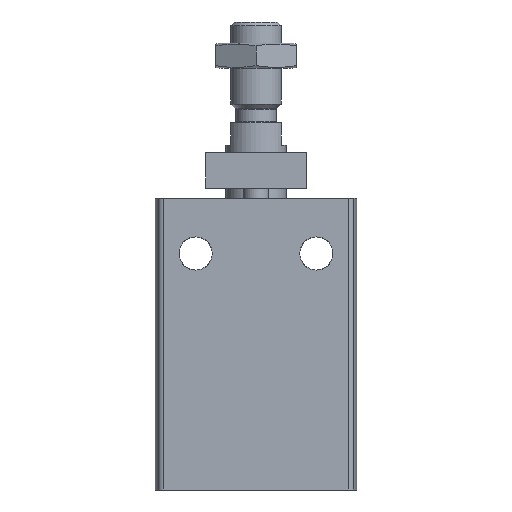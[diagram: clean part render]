
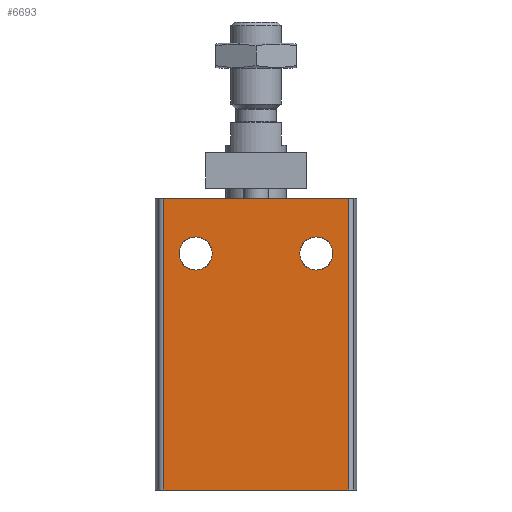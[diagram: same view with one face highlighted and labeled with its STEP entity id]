
A CAD part, front view. The second image highlights one B-rep face of the part: STEP entity #6693.
In plain terms, the highlighted planar face has unit normal (0, -1, 0).
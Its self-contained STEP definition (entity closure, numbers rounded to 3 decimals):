
#149=PLANE('',#7186);
#468=LINE('',#10088,#866);
#479=LINE('',#10140,#877);
#492=LINE('',#10182,#890);
#493=LINE('',#10183,#891);
#866=VECTOR('',#8205,1000.);
#877=VECTOR('',#8252,1000.);
#890=VECTOR('',#8293,1000.);
#891=VECTOR('',#8294,1000.);
#1037=CIRCLE('',#6913,3.3);
#1109=CIRCLE('',#7063,3.3);
#1944=ORIENTED_EDGE('',*,*,#2751,.F.);
#1945=ORIENTED_EDGE('',*,*,#3005,.F.);
#1946=ORIENTED_EDGE('',*,*,#3141,.T.);
#1947=ORIENTED_EDGE('',*,*,#3194,.T.);
#1948=ORIENTED_EDGE('',*,*,#3169,.F.);
#1949=ORIENTED_EDGE('',*,*,#3195,.F.);
#2751=EDGE_CURVE('',#3474,#3474,#1037,.T.);
#3005=EDGE_CURVE('',#3668,#3668,#1109,.T.);
#3141=EDGE_CURVE('',#3772,#3771,#468,.T.);
#3169=EDGE_CURVE('',#3794,#3795,#479,.T.);
#3194=EDGE_CURVE('',#3771,#3795,#492,.T.);
#3195=EDGE_CURVE('',#3772,#3794,#493,.T.);
#3474=VERTEX_POINT('',#9086);
#3668=VERTEX_POINT('',#9745);
#3771=VERTEX_POINT('',#10087);
#3772=VERTEX_POINT('',#10089);
#3794=VERTEX_POINT('',#10139);
#3795=VERTEX_POINT('',#10141);
#4180=EDGE_LOOP('',(#1944));
#4181=EDGE_LOOP('',(#1945));
#4182=EDGE_LOOP('',(#1946,#1947,#1948,#1949));
#4590=FACE_BOUND('',#4180,.T.);
#4591=FACE_BOUND('',#4181,.T.);
#4592=FACE_BOUND('',#4182,.T.);
#6693=ADVANCED_FACE('',(#4590,#4591,#4592),#149,.T.);
#6913=AXIS2_PLACEMENT_3D('',#9085,#7494,#7495);
#7063=AXIS2_PLACEMENT_3D('',#9744,#7949,#7950);
#7186=AXIS2_PLACEMENT_3D('',#10181,#8291,#8292);
#7494=DIRECTION('',(0.,-1.,0.));
#7495=DIRECTION('',(0.,0.,-1.));
#7949=DIRECTION('',(0.,-1.,0.));
#7950=DIRECTION('',(0.,0.,-1.));
#8205=DIRECTION('',(1.,0.,0.));
#8252=DIRECTION('',(1.,0.,0.));
#8291=DIRECTION('',(0.,-1.,0.));
#8292=DIRECTION('',(0.,0.,-1.));
#8293=DIRECTION('',(0.,0.,1.));
#8294=DIRECTION('',(0.,0.,1.));
#9085=CARTESIAN_POINT('',(-12.,-31.,-11.));
#9086=CARTESIAN_POINT('',(-12.,-31.,-14.3));
#9744=CARTESIAN_POINT('',(12.,-31.,-11.));
#9745=CARTESIAN_POINT('',(12.,-31.,-14.3));
#10087=CARTESIAN_POINT('',(18.411,-31.,-58.));
#10088=CARTESIAN_POINT('',(-20.,-31.,-58.));
#10089=CARTESIAN_POINT('',(-18.411,-31.,-58.));
#10139=CARTESIAN_POINT('',(-18.411,-31.,0.));
#10140=CARTESIAN_POINT('',(-20.,-31.,0.));
#10141=CARTESIAN_POINT('',(18.411,-31.,0.));
#10181=CARTESIAN_POINT('',(-20.,-31.,-58.));
#10182=CARTESIAN_POINT('',(18.411,-31.,-58.));
#10183=CARTESIAN_POINT('',(-18.411,-31.,-58.));
